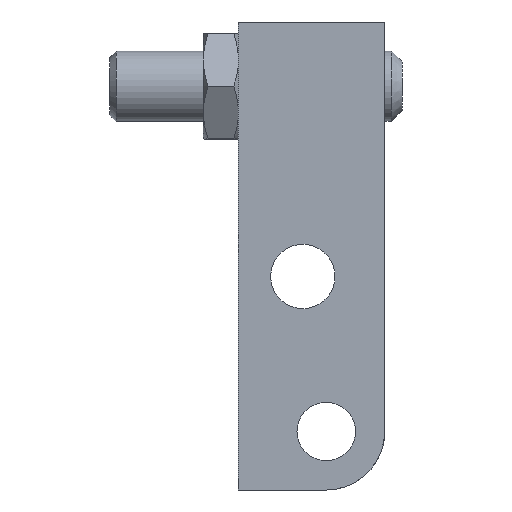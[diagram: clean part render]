
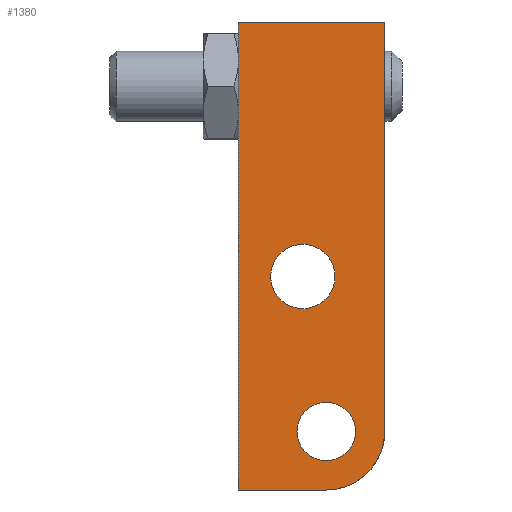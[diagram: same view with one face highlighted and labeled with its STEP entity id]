
A CAD part, left-side view. The second image highlights one B-rep face of the part: STEP entity #1380.
In plain terms, the highlighted planar face has unit normal (-1, 0, 0).
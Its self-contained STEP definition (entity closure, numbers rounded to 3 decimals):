
#114=CARTESIAN_POINT('',(-11.,10.,10.));
#115=DIRECTION('',(1.,0.,0.));
#116=DIRECTION('',(0.,0.,-1.));
#117=AXIS2_PLACEMENT_3D('',#114,#115,#116);
#123=CARTESIAN_POINT('',(-11.,10.,10.));
#124=DIRECTION('',(1.,0.,0.));
#125=DIRECTION('',(0.,0.,1.));
#126=AXIS2_PLACEMENT_3D('',#123,#124,#125);
#131=CARTESIAN_POINT('',(-11.,14.,36.5));
#132=DIRECTION('',(1.,0.,0.));
#133=DIRECTION('',(0.,0.,-1.));
#134=AXIS2_PLACEMENT_3D('',#131,#132,#133);
#139=CARTESIAN_POINT('',(-11.,14.,36.5));
#140=DIRECTION('',(1.,0.,0.));
#141=DIRECTION('',(0.,0.,1.));
#142=AXIS2_PLACEMENT_3D('',#139,#140,#141);
#147=CARTESIAN_POINT('',(-11.,10.,10.));
#148=DIRECTION('',(-1.,0.,0.));
#149=DIRECTION('',(0.,0.,-1.));
#150=AXIS2_PLACEMENT_3D('',#147,#148,#149);
#155=DIRECTION('',(0.,1.,0.));
#156=VECTOR('',#155,15.);
#157=CARTESIAN_POINT('',(-11.,10.,0.));
#158=LINE('',#157,#156);
#162=DIRECTION('',(0.,0.,1.));
#163=VECTOR('',#162,80.);
#164=CARTESIAN_POINT('',(-11.,25.,0.));
#165=LINE('',#164,#163);
#169=DIRECTION('',(0.,-1.,0.));
#170=VECTOR('',#169,25.);
#171=CARTESIAN_POINT('',(-11.,25.,80.));
#172=LINE('',#171,#170);
#176=DIRECTION('',(0.,0.,-1.));
#177=VECTOR('',#176,70.);
#178=CARTESIAN_POINT('',(-11.,0.,80.));
#179=LINE('',#178,#177);
#1201=CARTESIAN_POINT('',(-11.,25.,0.));
#1202=CARTESIAN_POINT('',(-11.,25.,80.));
#1203=VERTEX_POINT('',#1201);
#1204=VERTEX_POINT('',#1202);
#1205=CARTESIAN_POINT('',(-11.,0.,80.));
#1206=VERTEX_POINT('',#1205);
#1213=CARTESIAN_POINT('',(-11.,10.,5.));
#1214=CARTESIAN_POINT('',(-11.,10.,15.));
#1215=VERTEX_POINT('',#1213);
#1216=VERTEX_POINT('',#1214);
#1221=CARTESIAN_POINT('',(-11.,14.,31.));
#1222=CARTESIAN_POINT('',(-11.,14.,42.));
#1223=VERTEX_POINT('',#1221);
#1224=VERTEX_POINT('',#1222);
#1229=CARTESIAN_POINT('',(-11.,10.,0.));
#1230=CARTESIAN_POINT('',(-11.,0.,10.));
#1231=VERTEX_POINT('',#1229);
#1232=VERTEX_POINT('',#1230);
#1351=CARTESIAN_POINT('',(-11.,0.,0.));
#1352=DIRECTION('',(1.,0.,0.));
#1353=DIRECTION('',(0.,0.,-1.));
#1354=AXIS2_PLACEMENT_3D('',#1351,#1352,#1353);
#1355=PLANE('',#1354);
#1357=ORIENTED_EDGE('',*,*,#1356,.F.);
#1359=ORIENTED_EDGE('',*,*,#1358,.T.);
#1361=ORIENTED_EDGE('',*,*,#1360,.T.);
#1363=ORIENTED_EDGE('',*,*,#1362,.T.);
#1365=ORIENTED_EDGE('',*,*,#1364,.T.);
#1366=EDGE_LOOP('',(#1357,#1359,#1361,#1363,#1365));
#1367=FACE_OUTER_BOUND('',#1366,.F.);
#1369=ORIENTED_EDGE('',*,*,#1368,.F.);
#1371=ORIENTED_EDGE('',*,*,#1370,.F.);
#1372=EDGE_LOOP('',(#1369,#1371));
#1373=FACE_BOUND('',#1372,.F.);
#1375=ORIENTED_EDGE('',*,*,#1374,.F.);
#1377=ORIENTED_EDGE('',*,*,#1376,.F.);
#1378=EDGE_LOOP('',(#1375,#1377));
#1379=FACE_BOUND('',#1378,.F.);
#1380=ADVANCED_FACE('',(#1367,#1373,#1379),#1355,.F.);
#118=CIRCLE('',#117,5.);
#127=CIRCLE('',#126,5.);
#135=CIRCLE('',#134,5.5);
#143=CIRCLE('',#142,5.5);
#151=CIRCLE('',#150,10.);
#1356=EDGE_CURVE('',#1231,#1232,#151,.T.);
#1358=EDGE_CURVE('',#1231,#1203,#158,.T.);
#1360=EDGE_CURVE('',#1203,#1204,#165,.T.);
#1362=EDGE_CURVE('',#1204,#1206,#172,.T.);
#1364=EDGE_CURVE('',#1206,#1232,#179,.T.);
#1368=EDGE_CURVE('',#1215,#1216,#118,.T.);
#1370=EDGE_CURVE('',#1216,#1215,#127,.T.);
#1374=EDGE_CURVE('',#1223,#1224,#135,.T.);
#1376=EDGE_CURVE('',#1224,#1223,#143,.T.);
